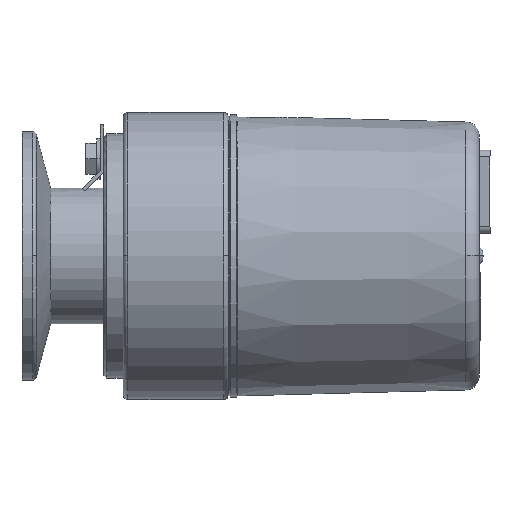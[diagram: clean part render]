
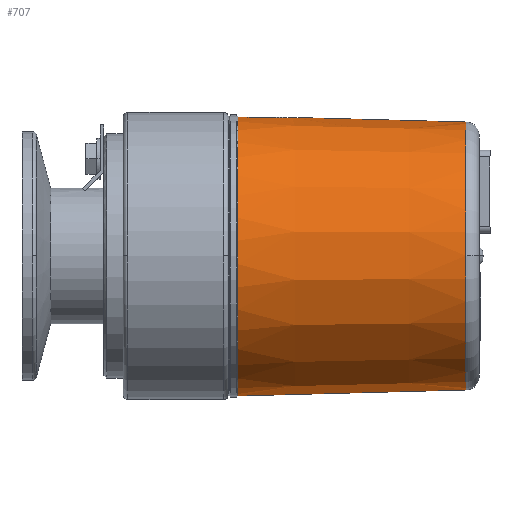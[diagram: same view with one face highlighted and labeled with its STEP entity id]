
A CAD part, top view. The second image highlights one B-rep face of the part: STEP entity #707.
In plain terms, the highlighted conical face has half-angle 1.5 degrees and reference radius 30.29 mm.
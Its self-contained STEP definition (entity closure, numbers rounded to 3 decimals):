
#134=CARTESIAN_POINT('',(98.188,29.629,0.0));
#135=VERTEX_POINT('',#134);
#143=CARTESIAN_POINT('',(98.188,0.,29.629));
#144=VERTEX_POINT('',#143);
#145=CARTESIAN_POINT('',(98.188,0.0,0.0));
#146=DIRECTION('',(1.0,0.0,0.0));
#147=DIRECTION('',(0.0,1.0,0.0));
#148=AXIS2_PLACEMENT_3D('',#145,#146,#147);
#149=CIRCLE('',#148,29.629);
#150=EDGE_CURVE('',#135,#144,#149,.T.);
#204=CARTESIAN_POINT('',(47.754,-30.95,0.));
#205=VERTEX_POINT('',#204);
#212=CARTESIAN_POINT('',(47.754,30.728,3.7));
#213=VERTEX_POINT('',#212);
#214=CARTESIAN_POINT('',(47.754,0.0,0.0));
#215=DIRECTION('',(1.0,0.0,0.0));
#216=DIRECTION('',(0.0,1.0,0.0));
#217=AXIS2_PLACEMENT_3D('',#214,#215,#216);
#218=CIRCLE('',#217,30.95);
#219=EDGE_CURVE('',#213,#205,#218,.T.);
#652=CARTESIAN_POINT('',(72.971,0.0,0.0));
#653=DIRECTION('',(-1.0,0.0,0.0));
#654=DIRECTION('',(0.0,1.0,0.0));
#655=AXIS2_PLACEMENT_3D('',#652,#653,#654);
#656=CONICAL_SURFACE('',#655,30.29,1.5);
#657=CARTESIAN_POINT('',(60.154,30.625,0.));
#658=VERTEX_POINT('',#657);
#659=CARTESIAN_POINT('',(60.154,30.625,0.));
#660=DIRECTION('',(1.,-0.026,0.));
#661=VECTOR('',#660,38.047);
#662=LINE('',#659,#661);
#663=EDGE_CURVE('',#658,#135,#662,.T.);
#664=ORIENTED_EDGE('',*,*,#663,.F.);
#665=CARTESIAN_POINT('',(56.454,30.499,3.7));
#666=VERTEX_POINT('',#665);
#667=CARTESIAN_POINT('',(60.154,30.625,0.));
#668=CARTESIAN_POINT('',(60.154,30.625,0.464));
#669=CARTESIAN_POINT('',(60.061,30.616,0.959));
#670=CARTESIAN_POINT('',(59.685,30.584,1.869));
#671=CARTESIAN_POINT('',(59.401,30.562,2.285));
#672=CARTESIAN_POINT('',(58.747,30.523,2.941));
#673=CARTESIAN_POINT('',(58.332,30.504,3.226));
#674=CARTESIAN_POINT('',(57.424,30.485,3.605));
#675=CARTESIAN_POINT('',(56.929,30.486,3.699));
#676=CARTESIAN_POINT('',(56.462,30.498,3.7));
#677=CARTESIAN_POINT('',(56.458,30.498,3.7));
#678=CARTESIAN_POINT('',(56.454,30.499,3.7));
#679=B_SPLINE_CURVE_WITH_KNOTS('',3,(#667,#668,#669,#670,#671,#672,#673,#674,#675,#676,#677,#678),.UNSPECIFIED.,.F.,.U.,(4,2,2,2,2,4),(0.557,0.696,0.835,0.974,1.113,1.114),.UNSPECIFIED.);
#680=EDGE_CURVE('',#658,#666,#679,.T.);
#681=ORIENTED_EDGE('',*,*,#680,.T.);
#682=CARTESIAN_POINT('',(56.454,30.499,3.7));
#683=DIRECTION('',(-1.,0.026,0.));
#684=VECTOR('',#683,8.703);
#685=LINE('',#682,#684);
#686=EDGE_CURVE('',#666,#213,#685,.T.);
#687=ORIENTED_EDGE('',*,*,#686,.T.);
#688=ORIENTED_EDGE('',*,*,#219,.T.);
#689=CARTESIAN_POINT('',(98.188,-29.629,0.));
#690=VERTEX_POINT('',#689);
#691=CARTESIAN_POINT('',(98.188,-29.629,0.));
#692=DIRECTION('',(-1.,-0.026,0.));
#693=VECTOR('',#692,50.452);
#694=LINE('',#691,#693);
#695=EDGE_CURVE('',#690,#205,#694,.T.);
#696=ORIENTED_EDGE('',*,*,#695,.F.);
#697=CARTESIAN_POINT('',(98.188,0.0,0.0));
#698=DIRECTION('',(1.0,0.0,0.0));
#699=DIRECTION('',(0.0,1.0,0.0));
#700=AXIS2_PLACEMENT_3D('',#697,#698,#699);
#701=CIRCLE('',#700,29.629);
#702=EDGE_CURVE('',#144,#690,#701,.T.);
#703=ORIENTED_EDGE('',*,*,#702,.F.);
#704=ORIENTED_EDGE('',*,*,#150,.F.);
#705=EDGE_LOOP('',(#664,#681,#687,#688,#696,#703,#704));
#706=FACE_OUTER_BOUND('',#705,.T.);
#707=ADVANCED_FACE('',(#706),#656,.T.);
